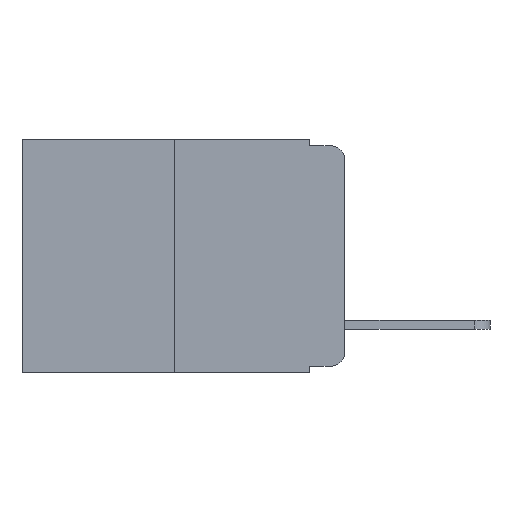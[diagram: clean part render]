
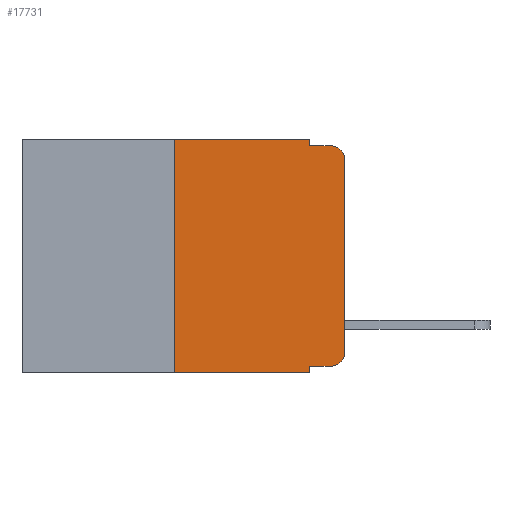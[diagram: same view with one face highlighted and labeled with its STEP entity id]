
A CAD part, left-side view. The second image highlights one B-rep face of the part: STEP entity #17731.
In plain terms, the highlighted planar face has unit normal (-1, 0, 0).
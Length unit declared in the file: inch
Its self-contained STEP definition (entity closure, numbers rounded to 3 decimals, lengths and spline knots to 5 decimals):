
#71 = CIRCLE ( 'NONE', #5304, 0.02 ) ;
#83 = CARTESIAN_POINT ( 'NONE',  ( 0., 0., 0. ) ) ;
#125 = EDGE_CURVE ( 'NONE', #4065, #14607, #3142, .T. ) ;
#194 = DIRECTION ( 'NONE',  ( 0., 0., 1. ) ) ;
#674 = CARTESIAN_POINT ( 'NONE',  ( 0., 0., -0.313 ) ) ;
#698 = ORIENTED_EDGE ( 'NONE', *, *, #15856, .F. ) ;
#822 = DIRECTION ( 'NONE',  ( 0., -1., 0. ) ) ;
#1444 = LINE ( 'NONE', #1983, #9121 ) ;
#1577 = DIRECTION ( 'NONE',  ( 1., 0., 0. ) ) ;
#1983 = CARTESIAN_POINT ( 'NONE',  ( 0., 0.473, -0.343 ) ) ;
#2065 = VECTOR ( 'NONE', #3540, 39.37008 ) ;
#2451 = DIRECTION ( 'NONE',  ( 0., 0., -1. ) ) ;
#3142 = LINE ( 'NONE', #83, #16597 ) ;
#3540 = DIRECTION ( 'NONE',  ( 0., -1., 0. ) ) ;
#3570 = DIRECTION ( 'NONE',  ( 0., -1., 0. ) ) ;
#3805 = EDGE_CURVE ( 'NONE', #8083, #12924, #5165, .T. ) ;
#3956 = DIRECTION ( 'NONE',  ( 0., 0., -1. ) ) ;
#4065 = VERTEX_POINT ( 'NONE', #674 ) ;
#4203 = EDGE_CURVE ( 'NONE', #13487, #12690, #10931, .T. ) ;
#4227 = CARTESIAN_POINT ( 'NONE',  ( 0., 0.02, -0.03 ) ) ;
#5098 = VECTOR ( 'NONE', #194, 39.37008 ) ;
#5124 = VERTEX_POINT ( 'NONE', #11568 ) ;
#5165 = LINE ( 'NONE', #11185, #2065 ) ;
#5304 = AXIS2_PLACEMENT_3D ( 'NONE', #4227, #5694, #16445 ) ;
#5694 = DIRECTION ( 'NONE',  ( -1., 0., 0. ) ) ;
#5695 = EDGE_CURVE ( 'NONE', #9568, #13487, #10839, .T. ) ;
#5730 = AXIS2_PLACEMENT_3D ( 'NONE', #10754, #1577, #5988 ) ;
#5739 = ORIENTED_EDGE ( 'NONE', *, *, #3805, .T. ) ;
#5846 = EDGE_CURVE ( 'NONE', #14607, #5124, #71, .T. ) ;
#5917 = ORIENTED_EDGE ( 'NONE', *, *, #4203, .F. ) ;
#5980 = LINE ( 'NONE', #6726, #19405 ) ;
#5988 = DIRECTION ( 'NONE',  ( 0., 0., -1. ) ) ;
#6726 = CARTESIAN_POINT ( 'NONE',  ( 0., 0.051, -0.01 ) ) ;
#6768 = CARTESIAN_POINT ( 'NONE',  ( 0., 0.051, 0. ) ) ;
#6813 = EDGE_CURVE ( 'NONE', #8083, #13358, #15190, .T. ) ;
#6857 = VECTOR ( 'NONE', #16235, 39.37008 ) ;
#6922 = CARTESIAN_POINT ( 'NONE',  ( 0., 0.473, 0. ) ) ;
#7042 = LINE ( 'NONE', #9484, #5098 ) ;
#7708 = ORIENTED_EDGE ( 'NONE', *, *, #6813, .F. ) ;
#7757 = CIRCLE ( 'NONE', #13670, 0.02 ) ;
#7893 = DIRECTION ( 'NONE',  ( 0., 0., 1. ) ) ;
#8083 = VERTEX_POINT ( 'NONE', #14429 ) ;
#8350 = CARTESIAN_POINT ( 'NONE',  ( 0., 0.25, 0. ) ) ;
#9121 = VECTOR ( 'NONE', #14246, 39.37008 ) ;
#9484 = CARTESIAN_POINT ( 'NONE',  ( 0., 0.25, 0. ) ) ;
#9568 = VERTEX_POINT ( 'NONE', #8350 ) ;
#9658 = EDGE_CURVE ( 'NONE', #12690, #5124, #5980, .T. ) ;
#9886 = ORIENTED_EDGE ( 'NONE', *, *, #15113, .T. ) ;
#10754 = CARTESIAN_POINT ( 'NONE',  ( 0., 0.473, 0. ) ) ;
#10839 = LINE ( 'NONE', #6922, #15865 ) ;
#10931 = LINE ( 'NONE', #14677, #6857 ) ;
#11185 = CARTESIAN_POINT ( 'NONE',  ( 0., 0.051, -0.333 ) ) ;
#11568 = CARTESIAN_POINT ( 'NONE',  ( 0., 0.02, -0.01 ) ) ;
#11748 = CARTESIAN_POINT ( 'NONE',  ( 0., 0.051, -0.343 ) ) ;
#12240 = CARTESIAN_POINT ( 'NONE',  ( 0., 0., -0.03 ) ) ;
#12690 = VERTEX_POINT ( 'NONE', #17447 ) ;
#12826 = ORIENTED_EDGE ( 'NONE', *, *, #9658, .F. ) ;
#12924 = VERTEX_POINT ( 'NONE', #15758 ) ;
#13358 = VERTEX_POINT ( 'NONE', #11748 ) ;
#13487 = VERTEX_POINT ( 'NONE', #16723 ) ;
#13545 = EDGE_LOOP ( 'NONE', ( #15962, #15011, #12826, #5917, #19088, #698, #15680, #7708, #5739, #9886 ) ) ;
#13670 = AXIS2_PLACEMENT_3D ( 'NONE', #19253, #14777, #2451 ) ;
#13977 = VECTOR ( 'NONE', #3956, 39.37008 ) ;
#14246 = DIRECTION ( 'NONE',  ( 0., -1., 0. ) ) ;
#14429 = CARTESIAN_POINT ( 'NONE',  ( 0., 0.051, -0.333 ) ) ;
#14607 = VERTEX_POINT ( 'NONE', #12240 ) ;
#14677 = CARTESIAN_POINT ( 'NONE',  ( 0., 0.051, 0. ) ) ;
#14777 = DIRECTION ( 'NONE',  ( -1., 0., 0. ) ) ;
#15011 = ORIENTED_EDGE ( 'NONE', *, *, #5846, .T. ) ;
#15113 = EDGE_CURVE ( 'NONE', #12924, #4065, #7757, .T. ) ;
#15190 = LINE ( 'NONE', #6768, #13977 ) ;
#15680 = ORIENTED_EDGE ( 'NONE', *, *, #17399, .T. ) ;
#15758 = CARTESIAN_POINT ( 'NONE',  ( 0., 0.02, -0.333 ) ) ;
#15856 = EDGE_CURVE ( 'NONE', #19362, #9568, #7042, .T. ) ;
#15865 = VECTOR ( 'NONE', #822, 39.37008 ) ;
#15962 = ORIENTED_EDGE ( 'NONE', *, *, #125, .T. ) ;
#16056 = FACE_OUTER_BOUND ( 'NONE', #13545, .T. ) ;
#16235 = DIRECTION ( 'NONE',  ( 0., 0., -1. ) ) ;
#16445 = DIRECTION ( 'NONE',  ( 0., 0., -1. ) ) ;
#16597 = VECTOR ( 'NONE', #7893, 39.37008 ) ;
#16723 = CARTESIAN_POINT ( 'NONE',  ( 0., 0.051, 0. ) ) ;
#16733 = PLANE ( 'NONE',  #5730 ) ;
#17134 = CARTESIAN_POINT ( 'NONE',  ( 0., 0.25, -0.343 ) ) ;
#17399 = EDGE_CURVE ( 'NONE', #19362, #13358, #1444, .T. ) ;
#17447 = CARTESIAN_POINT ( 'NONE',  ( 0., 0.051, -0.01 ) ) ;
#17731 = ADVANCED_FACE ( 'NONE', ( #16056 ), #16733, .F. ) ;
#19088 = ORIENTED_EDGE ( 'NONE', *, *, #5695, .F. ) ;
#19253 = CARTESIAN_POINT ( 'NONE',  ( 0., 0.02, -0.313 ) ) ;
#19362 = VERTEX_POINT ( 'NONE', #17134 ) ;
#19405 = VECTOR ( 'NONE', #3570, 39.37008 ) ;
